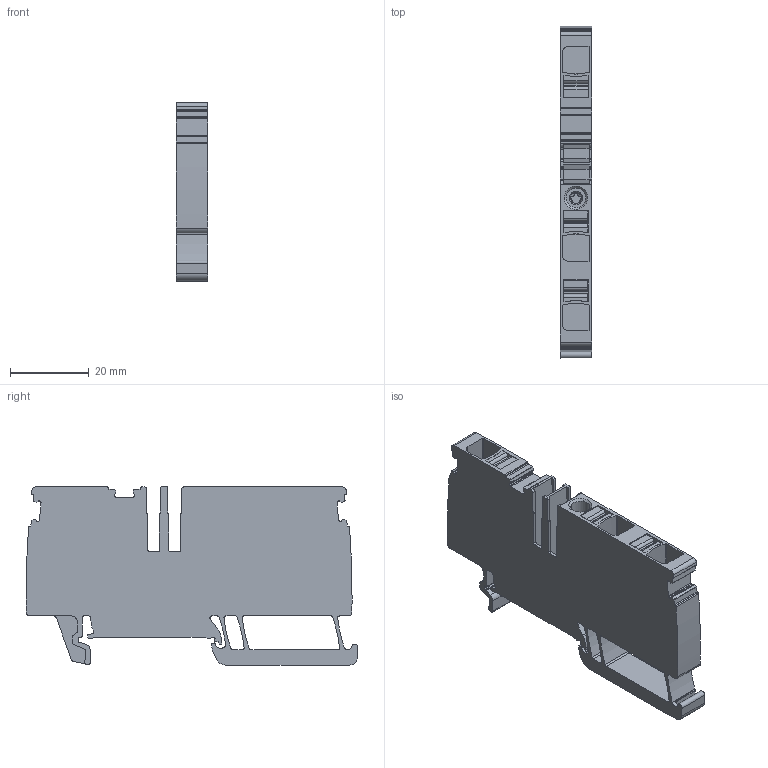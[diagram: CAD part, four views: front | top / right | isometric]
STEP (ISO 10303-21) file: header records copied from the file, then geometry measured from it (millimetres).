
FILE_DESCRIPTION(('CATIA V5 STEP Exchange','CAx-IF Rec.Pracs.--- Model Styling and Organization---1.5--- 2016-08-15','CAx-IF Rec.Pracs.---Supplemental Geometry---1.0---2011-11-01','CAx-IF Rec.Pracs.--- Composite Materials ---1.1---2010-07-15'),'2;1');
FILE_NAME ('8431855_3', '2024-06-07T09:04:23+00:00', ('none'), ('Weidmueller'), 'CATIA Version 5-6 Release 2022 SP4 HF5', 'CATIA V5 STEP AP214 v3', 'none');
FILE_SCHEMA(('AUTOMOTIVE_DESIGN { 1 0 10303 214 1 1 1 1 }'));
Length unit declared in the file: millimetre
Products named in the file (1): 1991820000_A3C_6
Bounding box: 8.1 x 84.1 x 45.15 mm (x, y, z)
Volume: 20854.6 mm3; surface area: 11841.2 mm2
Topology: 1 solids, 1 shells, 476 faces, 1423 edges, 959 vertices
Faces by surface type: cylinder 249, plane 221, cone 6
Entity records: 16360 total; most frequent: CARTESIAN_POINT 3476, ORIENTED_EDGE 2846, DIRECTION 2129, EDGE_CURVE 1423, VERTEX_POINT 959, AXIS2_PLACEMENT_3D 874, VECTOR 868, LINE 868
